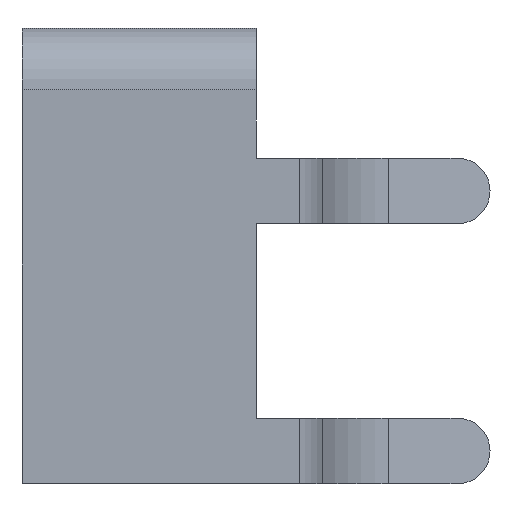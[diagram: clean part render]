
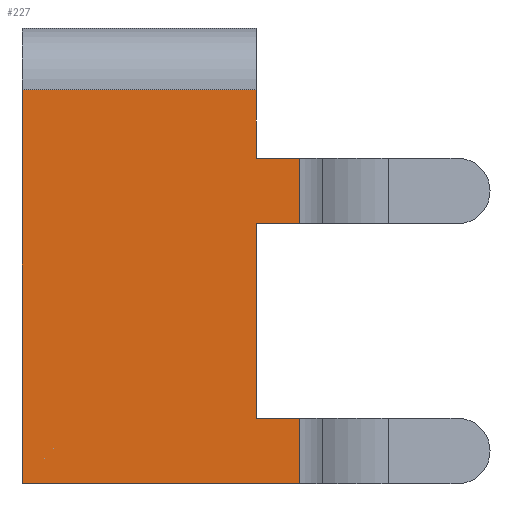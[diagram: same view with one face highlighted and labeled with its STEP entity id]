
A CAD part, left-side view. The second image highlights one B-rep face of the part: STEP entity #227.
In plain terms, the highlighted planar face has unit normal (-1, 0, 0).
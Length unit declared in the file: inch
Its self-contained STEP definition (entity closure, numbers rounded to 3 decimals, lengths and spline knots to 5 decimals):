
#35 = EDGE_CURVE ( 'NONE', #39, #36, #937, .T. ) ;
#36 = VERTEX_POINT ( 'NONE', #1020 ) ;
#39 = VERTEX_POINT ( 'NONE', #1018 ) ;
#44 = VERTEX_POINT ( 'NONE', #1026 ) ;
#82 = EDGE_CURVE ( 'NONE', #135, #44, #1082, .T. ) ;
#105 = VERTEX_POINT ( 'NONE', #1136 ) ;
#135 = VERTEX_POINT ( 'NONE', #1149 ) ;
#156 = VERTEX_POINT ( 'NONE', #1234 ) ;
#162 = ORIENTED_EDGE ( 'NONE', *, *, #163, .F. ) ;
#163 = EDGE_CURVE ( 'NONE', #135, #105, #1339, .T. ) ;
#164 = ORIENTED_EDGE ( 'NONE', *, *, #82, .T. ) ;
#165 = ORIENTED_EDGE ( 'NONE', *, *, #365, .T. ) ;
#227 = ADVANCED_FACE ( 'NONE', ( #1349 ), #1348, .T. ) ;
#249 = ORIENTED_EDGE ( 'NONE', *, *, #250, .T. ) ;
#250 = EDGE_CURVE ( 'NONE', #156, #251, #1399, .T. ) ;
#251 = VERTEX_POINT ( 'NONE', #1395 ) ;
#252 = ORIENTED_EDGE ( 'NONE', *, *, #253, .T. ) ;
#253 = EDGE_CURVE ( 'NONE', #251, #36, #1394, .T. ) ;
#254 = ORIENTED_EDGE ( 'NONE', *, *, #35, .F. ) ;
#255 = ORIENTED_EDGE ( 'NONE', *, *, #256, .F. ) ;
#256 = EDGE_CURVE ( 'NONE', #257, #39, #1382, .T. ) ;
#257 = VERTEX_POINT ( 'NONE', #1436 ) ;
#278 = EDGE_CURVE ( 'NONE', #257, #298, #1435, .T. ) ;
#298 = VERTEX_POINT ( 'NONE', #1478 ) ;
#299 = ORIENTED_EDGE ( 'NONE', *, *, #278, .T. ) ;
#300 = EDGE_CURVE ( 'NONE', #298, #336, #1489, .T. ) ;
#325 = ORIENTED_EDGE ( 'NONE', *, *, #300, .T. ) ;
#333 = EDGE_LOOP ( 'NONE', ( #334, #162, #164, #165, #249, #252, #254, #255, #299, #325 ) ) ;
#334 = ORIENTED_EDGE ( 'NONE', *, *, #335, .F. ) ;
#335 = EDGE_CURVE ( 'NONE', #105, #336, #1522, .T. ) ;
#336 = VERTEX_POINT ( 'NONE', #1518 ) ;
#365 = EDGE_CURVE ( 'NONE', #44, #156, #1573, .T. ) ;
#934 = DIRECTION ( 'NONE',  ( 0., 0., -1. ) ) ;
#935 = VECTOR ( 'NONE', #934, 39.37008 ) ;
#936 = CARTESIAN_POINT ( 'NONE',  ( -0.125, 0., -0.047 ) ) ;
#937 = LINE ( 'NONE', #936, #935 ) ;
#1018 = CARTESIAN_POINT ( 'NONE',  ( -0.125, 0., -0.15 ) ) ;
#1020 = CARTESIAN_POINT ( 'NONE',  ( -0.125, 0., -0.3 ) ) ;
#1026 = CARTESIAN_POINT ( 'NONE',  ( -0.125, 0.18, -0.35 ) ) ;
#1082 = LINE ( 'NONE', #1126, #1125 ) ;
#1124 = DIRECTION ( 'NONE',  ( 0., 0., -1. ) ) ;
#1125 = VECTOR ( 'NONE', #1124, 39.37008 ) ;
#1126 = CARTESIAN_POINT ( 'NONE',  ( -0.125, 0.18, -0.047 ) ) ;
#1136 = CARTESIAN_POINT ( 'NONE',  ( -0.125, 0., -0.047 ) ) ;
#1149 = CARTESIAN_POINT ( 'NONE',  ( -0.125, 0.18, -0.047 ) ) ;
#1234 = CARTESIAN_POINT ( 'NONE',  ( -0.125, -0.03325, -0.35 ) ) ;
#1336 = DIRECTION ( 'NONE',  ( 0., -1., 0. ) ) ;
#1337 = VECTOR ( 'NONE', #1336, 39.37008 ) ;
#1338 = CARTESIAN_POINT ( 'NONE',  ( -0.125, 0.18, -0.047 ) ) ;
#1339 = LINE ( 'NONE', #1338, #1337 ) ;
#1344 = DIRECTION ( 'NONE',  ( 0., 0., 1. ) ) ;
#1345 = DIRECTION ( 'NONE',  ( -1., 0., 0. ) ) ;
#1346 = AXIS2_PLACEMENT_3D ( 'NONE', #1347, #1345, #1344 ) ;
#1347 = CARTESIAN_POINT ( 'NONE',  ( -0.125, 0.18, -0.047 ) ) ;
#1348 = PLANE ( 'NONE',  #1346 ) ;
#1349 = FACE_OUTER_BOUND ( 'NONE', #333, .T. ) ;
#1379 = DIRECTION ( 'NONE',  ( 0., 1., 0. ) ) ;
#1380 = VECTOR ( 'NONE', #1379, 39.37008 ) ;
#1381 = CARTESIAN_POINT ( 'NONE',  ( -0.125, -0.03325, -0.15 ) ) ;
#1382 = LINE ( 'NONE', #1381, #1380 ) ;
#1383 = DIRECTION ( 'NONE',  ( 0., 1., 0. ) ) ;
#1392 = VECTOR ( 'NONE', #1383, 39.37008 ) ;
#1393 = CARTESIAN_POINT ( 'NONE',  ( -0.125, -0.03325, -0.3 ) ) ;
#1394 = LINE ( 'NONE', #1393, #1392 ) ;
#1395 = CARTESIAN_POINT ( 'NONE',  ( -0.125, -0.03325, -0.3 ) ) ;
#1396 = DIRECTION ( 'NONE',  ( 0., 0., 1. ) ) ;
#1397 = VECTOR ( 'NONE', #1396, 39.37008 ) ;
#1398 = CARTESIAN_POINT ( 'NONE',  ( -0.125, -0.03325, -0.35 ) ) ;
#1399 = LINE ( 'NONE', #1398, #1397 ) ;
#1432 = DIRECTION ( 'NONE',  ( 0., 0., 1. ) ) ;
#1433 = VECTOR ( 'NONE', #1432, 39.37008 ) ;
#1434 = CARTESIAN_POINT ( 'NONE',  ( -0.125, -0.03325, -0.15 ) ) ;
#1435 = LINE ( 'NONE', #1434, #1433 ) ;
#1436 = CARTESIAN_POINT ( 'NONE',  ( -0.125, -0.03325, -0.15 ) ) ;
#1478 = CARTESIAN_POINT ( 'NONE',  ( -0.125, -0.03325, -0.1 ) ) ;
#1486 = VECTOR ( 'NONE', #1487, 39.37008 ) ;
#1487 = DIRECTION ( 'NONE',  ( 0., 1., 0. ) ) ;
#1488 = CARTESIAN_POINT ( 'NONE',  ( -0.125, -0.03325, -0.1 ) ) ;
#1489 = LINE ( 'NONE', #1488, #1486 ) ;
#1518 = CARTESIAN_POINT ( 'NONE',  ( -0.125, 0., -0.1 ) ) ;
#1519 = DIRECTION ( 'NONE',  ( 0., 0., -1. ) ) ;
#1520 = VECTOR ( 'NONE', #1519, 39.37008 ) ;
#1521 = CARTESIAN_POINT ( 'NONE',  ( -0.125, 0., -0.047 ) ) ;
#1522 = LINE ( 'NONE', #1521, #1520 ) ;
#1570 = DIRECTION ( 'NONE',  ( 0., -1., 0. ) ) ;
#1571 = VECTOR ( 'NONE', #1570, 39.37008 ) ;
#1572 = CARTESIAN_POINT ( 'NONE',  ( -0.125, 0.18, -0.35 ) ) ;
#1573 = LINE ( 'NONE', #1572, #1571 ) ;
